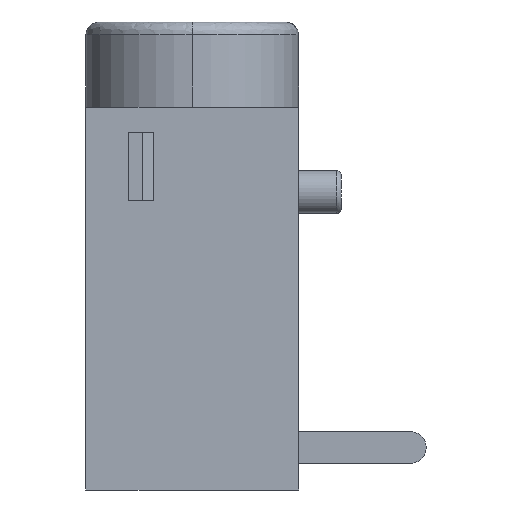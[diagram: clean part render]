
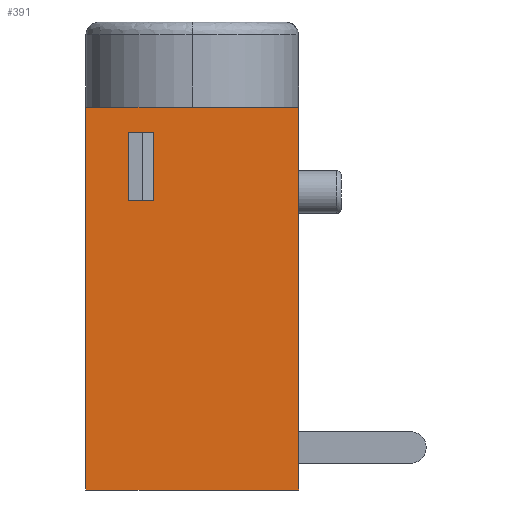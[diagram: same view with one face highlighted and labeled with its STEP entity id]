
A CAD part, left-side view. The second image highlights one B-rep face of the part: STEP entity #391.
In plain terms, the highlighted planar face has unit normal (-1, 0, 0).
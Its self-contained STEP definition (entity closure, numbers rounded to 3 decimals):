
#2 = VECTOR ( 'NONE', #2725, 1000. ) ;
#95 = CARTESIAN_POINT ( 'NONE',  ( -3., 5., -2.2 ) ) ;
#103 = PLANE ( 'NONE',  #4648 ) ;
#111 = DIRECTION ( 'NONE',  ( 0., 0., -1. ) ) ;
#176 = LINE ( 'NONE', #3580, #2975 ) ;
#182 = VECTOR ( 'NONE', #4355, 1000. ) ;
#323 = EDGE_CURVE ( 'NONE', #724, #1359, #4387, .T. ) ;
#356 = VERTEX_POINT ( 'NONE', #4539 ) ;
#391 = ADVANCED_FACE ( 'NONE', ( #1126, #3226 ), #103, .T. ) ;
#498 = DIRECTION ( 'NONE',  ( 0., 0., 1. ) ) ;
#505 = CARTESIAN_POINT ( 'NONE',  ( -3., 2.5, 0. ) ) ;
#724 = VERTEX_POINT ( 'NONE', #3864 ) ;
#745 = LINE ( 'NONE', #844, #2474 ) ;
#782 = EDGE_CURVE ( 'NONE', #3752, #2344, #176, .T. ) ;
#844 = CARTESIAN_POINT ( 'NONE',  ( -3., 3.4, -2.2 ) ) ;
#899 = DIRECTION ( 'NONE',  ( 0., 1., 0. ) ) ;
#908 = ORIENTED_EDGE ( 'NONE', *, *, #323, .T. ) ;
#934 = ORIENTED_EDGE ( 'NONE', *, *, #3907, .T. ) ;
#952 = EDGE_CURVE ( 'NONE', #356, #2664, #2240, .T. ) ;
#1017 = VERTEX_POINT ( 'NONE', #505 ) ;
#1126 = FACE_BOUND ( 'NONE', #2395, .T. ) ;
#1185 = CARTESIAN_POINT ( 'NONE',  ( -3., 4., -2.2 ) ) ;
#1237 = ORIENTED_EDGE ( 'NONE', *, *, #1870, .T. ) ;
#1359 = VERTEX_POINT ( 'NONE', #3089 ) ;
#1370 = LINE ( 'NONE', #3966, #182 ) ;
#1394 = EDGE_CURVE ( 'NONE', #2664, #724, #1370, .T. ) ;
#1694 = ORIENTED_EDGE ( 'NONE', *, *, #782, .T. ) ;
#1782 = VECTOR ( 'NONE', #498, 1000. ) ;
#1870 = EDGE_CURVE ( 'NONE', #3789, #3752, #4343, .T. ) ;
#2027 = VECTOR ( 'NONE', #4963, 1000. ) ;
#2040 = DIRECTION ( 'NONE',  ( 0., -1., 0. ) ) ;
#2051 = EDGE_CURVE ( 'NONE', #2344, #4748, #2767, .T. ) ;
#2219 = LINE ( 'NONE', #2309, #2 ) ;
#2240 = LINE ( 'NONE', #95, #2027 ) ;
#2309 = CARTESIAN_POINT ( 'NONE',  ( -3., 5., 0. ) ) ;
#2344 = VERTEX_POINT ( 'NONE', #5123 ) ;
#2395 = EDGE_LOOP ( 'NONE', ( #908, #3523, #5112, #3482 ) ) ;
#2474 = VECTOR ( 'NONE', #4868, 1000. ) ;
#2504 = CARTESIAN_POINT ( 'NONE',  ( -3., 5., 0. ) ) ;
#2546 = DIRECTION ( 'NONE',  ( -1., 0., 0. ) ) ;
#2664 = VERTEX_POINT ( 'NONE', #1185 ) ;
#2715 = CARTESIAN_POINT ( 'NONE',  ( -3., 0., 0. ) ) ;
#2725 = DIRECTION ( 'NONE',  ( 0., 1., 0. ) ) ;
#2767 = LINE ( 'NONE', #4874, #1782 ) ;
#2900 = CARTESIAN_POINT ( 'NONE',  ( -3., 4., -0.6 ) ) ;
#2975 = VECTOR ( 'NONE', #5191, 1000. ) ;
#2978 = VECTOR ( 'NONE', #899, 1000. ) ;
#3089 = CARTESIAN_POINT ( 'NONE',  ( -3., 3.4, -0.6 ) ) ;
#3226 = FACE_OUTER_BOUND ( 'NONE', #4809, .T. ) ;
#3264 = ORIENTED_EDGE ( 'NONE', *, *, #2051, .T. ) ;
#3482 = ORIENTED_EDGE ( 'NONE', *, *, #1394, .T. ) ;
#3495 = VECTOR ( 'NONE', #2040, 1000. ) ;
#3523 = ORIENTED_EDGE ( 'NONE', *, *, #3806, .T. ) ;
#3580 = CARTESIAN_POINT ( 'NONE',  ( -3., 5., -9. ) ) ;
#3704 = EDGE_CURVE ( 'NONE', #4748, #1017, #2219, .T. ) ;
#3752 = VERTEX_POINT ( 'NONE', #3975 ) ;
#3772 = CARTESIAN_POINT ( 'NONE',  ( -3., 5., -9. ) ) ;
#3781 = VECTOR ( 'NONE', #111, 1000. ) ;
#3789 = VERTEX_POINT ( 'NONE', #4405 ) ;
#3806 = EDGE_CURVE ( 'NONE', #1359, #356, #745, .T. ) ;
#3864 = CARTESIAN_POINT ( 'NONE',  ( -3., 4., -0.6 ) ) ;
#3907 = EDGE_CURVE ( 'NONE', #1017, #3789, #4061, .T. ) ;
#3966 = CARTESIAN_POINT ( 'NONE',  ( -3., 4., -2.2 ) ) ;
#3975 = CARTESIAN_POINT ( 'NONE',  ( -3., 5., -9. ) ) ;
#4061 = LINE ( 'NONE', #2504, #2978 ) ;
#4177 = DIRECTION ( 'NONE',  ( 0., -1., 0. ) ) ;
#4343 = LINE ( 'NONE', #5055, #3781 ) ;
#4355 = DIRECTION ( 'NONE',  ( 0., 0., 1. ) ) ;
#4387 = LINE ( 'NONE', #2900, #3495 ) ;
#4405 = CARTESIAN_POINT ( 'NONE',  ( -3., 5., 0. ) ) ;
#4539 = CARTESIAN_POINT ( 'NONE',  ( -3., 3.4, -2.2 ) ) ;
#4648 = AXIS2_PLACEMENT_3D ( 'NONE', #3772, #2546, #4177 ) ;
#4748 = VERTEX_POINT ( 'NONE', #2715 ) ;
#4809 = EDGE_LOOP ( 'NONE', ( #3264, #5030, #934, #1237, #1694 ) ) ;
#4868 = DIRECTION ( 'NONE',  ( 0., 0., -1. ) ) ;
#4874 = CARTESIAN_POINT ( 'NONE',  ( -3., 0., -9. ) ) ;
#4963 = DIRECTION ( 'NONE',  ( 0., 1., 0. ) ) ;
#5030 = ORIENTED_EDGE ( 'NONE', *, *, #3704, .T. ) ;
#5055 = CARTESIAN_POINT ( 'NONE',  ( -3., 5., -9. ) ) ;
#5112 = ORIENTED_EDGE ( 'NONE', *, *, #952, .T. ) ;
#5123 = CARTESIAN_POINT ( 'NONE',  ( -3., 0., -9. ) ) ;
#5191 = DIRECTION ( 'NONE',  ( 0., -1., 0. ) ) ;
